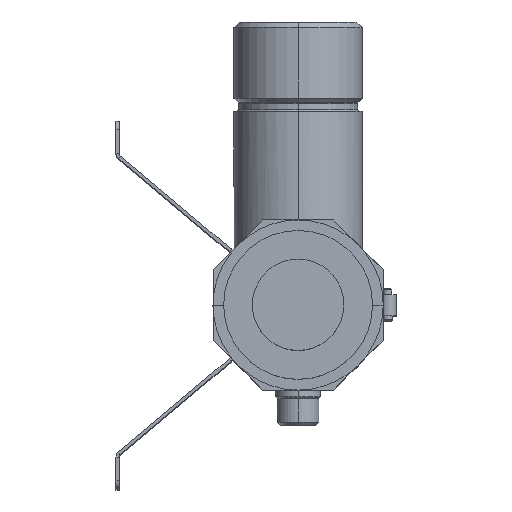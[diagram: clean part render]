
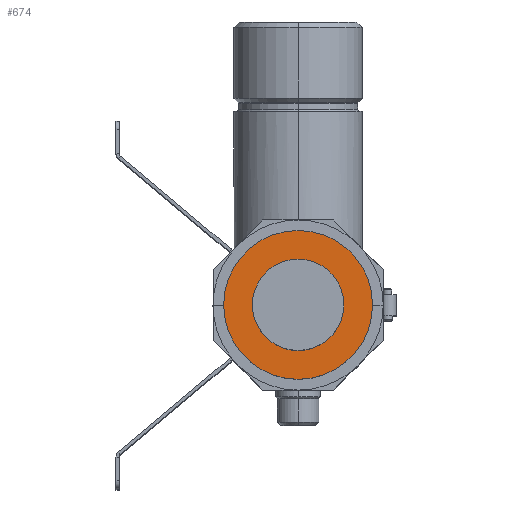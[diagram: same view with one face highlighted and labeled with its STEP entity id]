
A CAD part, top view. The second image highlights one B-rep face of the part: STEP entity #674.
In plain terms, the highlighted planar face has unit normal (0, 0, 1).
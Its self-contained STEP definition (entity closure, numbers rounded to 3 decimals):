
#43 = PLANE ( 'NONE',  #977 ) ;
#285 = CARTESIAN_POINT ( 'NONE',  ( 0., 21.5, 297.796 ) ) ;
#674 = ADVANCED_FACE ( 'NONE', ( #6467, #1793 ), #43, .F. ) ;
#832 = CIRCLE ( 'NONE', #10974, 21.5 ) ;
#977 = AXIS2_PLACEMENT_3D ( 'NONE', #285, #5527, #1167 ) ;
#1035 = CARTESIAN_POINT ( 'NONE',  ( 0., 0., 297.796 ) ) ;
#1091 = EDGE_LOOP ( 'NONE', ( #6100, #3881 ) ) ;
#1167 = DIRECTION ( 'NONE',  ( -1., 0., 0. ) ) ;
#1459 = CARTESIAN_POINT ( 'NONE',  ( -35., 0., 297.796 ) ) ;
#1641 = AXIS2_PLACEMENT_3D ( 'NONE', #8060, #2789, #8948 ) ;
#1793 = FACE_OUTER_BOUND ( 'NONE', #2916, .T. ) ;
#1908 = DIRECTION ( 'NONE',  ( 1., 0., 0. ) ) ;
#2104 = EDGE_CURVE ( 'NONE', #8911, #7470, #5239, .T. ) ;
#2395 = CARTESIAN_POINT ( 'NONE',  ( 0., 0., 297.796 ) ) ;
#2596 = VERTEX_POINT ( 'NONE', #1459 ) ;
#2789 = DIRECTION ( 'NONE',  ( 0., 0., 1. ) ) ;
#2866 = CARTESIAN_POINT ( 'NONE',  ( 35., 0., 297.796 ) ) ;
#2916 = EDGE_LOOP ( 'NONE', ( #3686, #5036 ) ) ;
#3100 = AXIS2_PLACEMENT_3D ( 'NONE', #2395, #8548, #3289 ) ;
#3289 = DIRECTION ( 'NONE',  ( 1., 0., 0. ) ) ;
#3686 = ORIENTED_EDGE ( 'NONE', *, *, #7458, .T. ) ;
#3881 = ORIENTED_EDGE ( 'NONE', *, *, #10688, .F. ) ;
#4549 = CARTESIAN_POINT ( 'NONE',  ( -21.5, 0., 297.796 ) ) ;
#4763 = CARTESIAN_POINT ( 'NONE',  ( 0., 0., 297.796 ) ) ;
#5036 = ORIENTED_EDGE ( 'NONE', *, *, #9074, .T. ) ;
#5239 = CIRCLE ( 'NONE', #1641, 21.5 ) ;
#5527 = DIRECTION ( 'NONE',  ( 0., 0., -1. ) ) ;
#5653 = DIRECTION ( 'NONE',  ( 1., 0., 0. ) ) ;
#6100 = ORIENTED_EDGE ( 'NONE', *, *, #2104, .F. ) ;
#6467 = FACE_BOUND ( 'NONE', #1091, .T. ) ;
#7174 = DIRECTION ( 'NONE',  ( 0., 0., 1. ) ) ;
#7402 = CARTESIAN_POINT ( 'NONE',  ( 21.5, 0., 297.796 ) ) ;
#7458 = EDGE_CURVE ( 'NONE', #10035, #2596, #8456, .T. ) ;
#7470 = VERTEX_POINT ( 'NONE', #4549 ) ;
#8060 = CARTESIAN_POINT ( 'NONE',  ( 0., 0., 297.796 ) ) ;
#8456 = CIRCLE ( 'NONE', #10524, 35. ) ;
#8548 = DIRECTION ( 'NONE',  ( 0., 0., 1. ) ) ;
#8911 = VERTEX_POINT ( 'NONE', #7402 ) ;
#8948 = DIRECTION ( 'NONE',  ( 1., 0., 0. ) ) ;
#9074 = EDGE_CURVE ( 'NONE', #2596, #10035, #9251, .T. ) ;
#9251 = CIRCLE ( 'NONE', #3100, 35. ) ;
#10035 = VERTEX_POINT ( 'NONE', #2866 ) ;
#10524 = AXIS2_PLACEMENT_3D ( 'NONE', #1035, #7174, #1908 ) ;
#10688 = EDGE_CURVE ( 'NONE', #7470, #8911, #832, .T. ) ;
#10931 = DIRECTION ( 'NONE',  ( 0., 0., 1. ) ) ;
#10974 = AXIS2_PLACEMENT_3D ( 'NONE', #4763, #10931, #5653 ) ;
